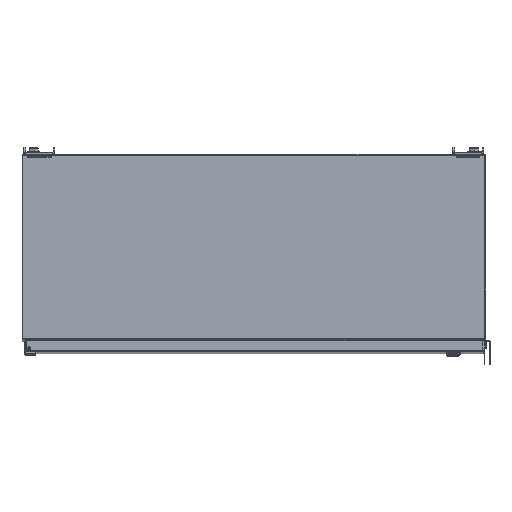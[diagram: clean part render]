
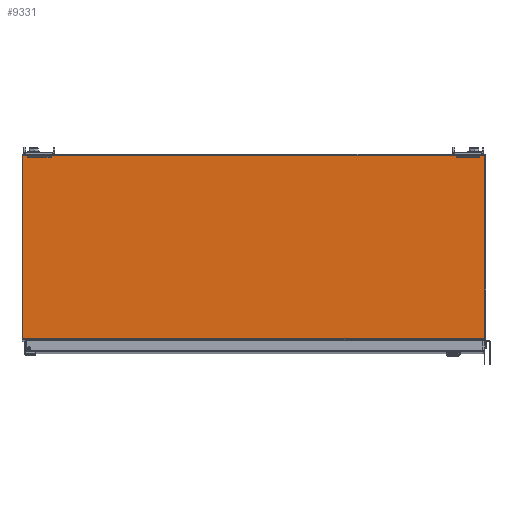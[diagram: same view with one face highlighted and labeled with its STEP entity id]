
A CAD part, top view. The second image highlights one B-rep face of the part: STEP entity #9331.
In plain terms, the highlighted planar face has unit normal (0, 0, 1).
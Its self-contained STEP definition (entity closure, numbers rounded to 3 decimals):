
#9331 = ADVANCED_FACE( '', ( #18793 ), #18794, .T. );
#18793 = FACE_OUTER_BOUND( '', #57476, .T. );
#18794 = PLANE( '', #57477 );
#57476 = EDGE_LOOP( '', ( #87321, #87322, #87323, #87324 ) );
#57477 = AXIS2_PLACEMENT_3D( '', #87325, #87326, #87327 );
#87321 = ORIENTED_EDGE( '', *, *, #98694, .T. );
#87322 = ORIENTED_EDGE( '', *, *, #98469, .T. );
#87323 = ORIENTED_EDGE( '', *, *, #92520, .T. );
#87324 = ORIENTED_EDGE( '', *, *, #98608, .T. );
#87325 = CARTESIAN_POINT( '', ( 0., 0., 0. ) );
#87326 = DIRECTION( '', ( 0., 0., 1. ) );
#87327 = DIRECTION( '', ( 1., 0., 0. ) );
#92520 = EDGE_CURVE( '', #103456, #103454, #103457, .T. );
#98469 = EDGE_CURVE( '', #112268, #103456, #112272, .T. );
#98608 = EDGE_CURVE( '', #103454, #112435, #112436, .T. );
#98694 = EDGE_CURVE( '', #112435, #112268, #112535, .T. );
#103454 = VERTEX_POINT( '', #122344 );
#103456 = VERTEX_POINT( '', #122347 );
#103457 = LINE( '', #122348, #122349 );
#112268 = VERTEX_POINT( '', #145685 );
#112272 = LINE( '', #145697, #145698 );
#112435 = VERTEX_POINT( '', #146014 );
#112436 = LINE( '', #146015, #146016 );
#112535 = LINE( '', #146250, #146251 );
#122344 = CARTESIAN_POINT( '', ( 379.476, 151.638, 0. ) );
#122347 = CARTESIAN_POINT( '', ( 379.476, -149.301, 0. ) );
#122348 = CARTESIAN_POINT( '', ( 379.476, -151.638, 0. ) );
#122349 = VECTOR( '', #150785, 1000. );
#145685 = CARTESIAN_POINT( '', ( -379.476, -149.301, 0. ) );
#145697 = CARTESIAN_POINT( '', ( -379.476, -149.301, 0. ) );
#145698 = VECTOR( '', #154649, 1000. );
#146014 = CARTESIAN_POINT( '', ( -379.476, 151.638, 0. ) );
#146015 = CARTESIAN_POINT( '', ( 379.476, 151.638, 0. ) );
#146016 = VECTOR( '', #154717, 1000. );
#146250 = CARTESIAN_POINT( '', ( -379.476, 151.638, 0. ) );
#146251 = VECTOR( '', #154759, 1000. );
#150785 = DIRECTION( '', ( 0., 1., 0. ) );
#154649 = DIRECTION( '', ( 1., 0., 0. ) );
#154717 = DIRECTION( '', ( -1., 0., 0. ) );
#154759 = DIRECTION( '', ( 0., -1., 0. ) );
